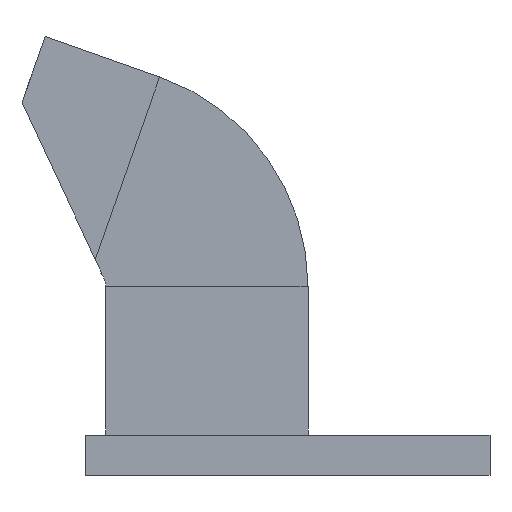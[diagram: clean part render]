
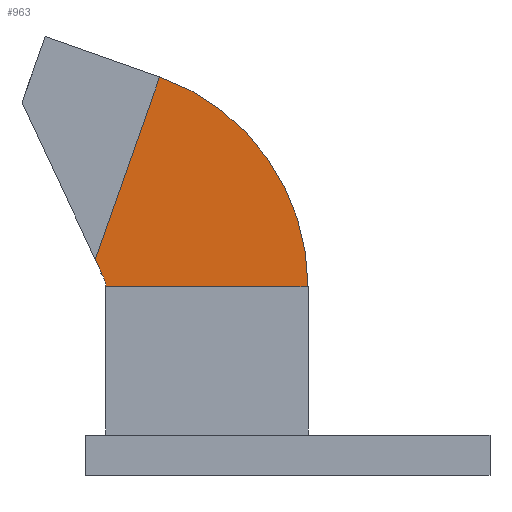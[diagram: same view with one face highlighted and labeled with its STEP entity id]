
A CAD part, front view. The second image highlights one B-rep face of the part: STEP entity #963.
In plain terms, the highlighted planar face has unit normal (0, -1, 0).
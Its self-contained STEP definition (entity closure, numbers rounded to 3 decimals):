
#99 = PLANE('',#100);
#100 = AXIS2_PLACEMENT_3D('',#101,#102,#103);
#101 = CARTESIAN_POINT('',(0.8,8.,10.));
#102 = DIRECTION('',(0.906,0.,0.423));
#103 = DIRECTION('',(-0.423,0.,0.906));
#124 = PLANE('',#125);
#125 = AXIS2_PLACEMENT_3D('',#126,#127,#128);
#126 = CARTESIAN_POINT('',(3.664,8.,19.706));
#127 = DIRECTION('',(0.,-1.,0.));
#128 = DIRECTION('',(-0.333,0.,-0.943));
#278 = VERTEX_POINT('',#279);
#279 = CARTESIAN_POINT('',(3.664,8.,19.706));
#314 = PLANE('',#315);
#315 = AXIS2_PLACEMENT_3D('',#316,#317,#318);
#316 = CARTESIAN_POINT('',(2.,20.,15.));
#317 = DIRECTION('',(0.943,0.,-0.333)
  );
#318 = DIRECTION('',(0.333,0.,0.943));
#383 = EDGE_CURVE('',#278,#384,#386,.T.);
#384 = VERTEX_POINT('',#385);
#385 = CARTESIAN_POINT('',(0.477,8.,10.692));
#386 = SURFACE_CURVE('',#387,(#391,#398),.PCURVE_S1.);
#387 = LINE('',#388,#389);
#388 = CARTESIAN_POINT('',(3.664,8.,19.706));
#389 = VECTOR('',#390,1.);
#390 = DIRECTION('',(-0.333,0.,-0.943));
#391 = PCURVE('',#124,#392);
#392 = DEFINITIONAL_REPRESENTATION('',(#393),#397);
#393 = LINE('',#394,#395);
#394 = CARTESIAN_POINT('',(0.,0.));
#395 = VECTOR('',#396,1.);
#396 = DIRECTION('',(1.,0.));
#397 = ( GEOMETRIC_REPRESENTATION_CONTEXT(2) 
PARAMETRIC_REPRESENTATION_CONTEXT() REPRESENTATION_CONTEXT('2D SPACE',''
  ) );
#398 = PCURVE('',#399,#404);
#399 = PLANE('',#400);
#400 = AXIS2_PLACEMENT_3D('',#401,#402,#403);
#401 = CARTESIAN_POINT('',(4.899,8.,12.807));
#402 = DIRECTION('',(0.,-1.,0.));
#403 = DIRECTION('',(-0.577,0.,0.816));
#404 = DEFINITIONAL_REPRESENTATION('',(#405),#409);
#405 = LINE('',#406,#407);
#406 = CARTESIAN_POINT('',(6.346,-2.974));
#407 = VECTOR('',#408,1.);
#408 = DIRECTION('',(-0.577,0.816));
#409 = ( GEOMETRIC_REPRESENTATION_CONTEXT(2) 
PARAMETRIC_REPRESENTATION_CONTEXT() REPRESENTATION_CONTEXT('2D SPACE',''
  ) );
#437 = EDGE_CURVE('',#438,#384,#440,.T.);
#438 = VERTEX_POINT('',#439);
#439 = CARTESIAN_POINT('',(0.8,8.,10.));
#440 = SURFACE_CURVE('',#441,(#445,#452),.PCURVE_S1.);
#441 = LINE('',#442,#443);
#442 = CARTESIAN_POINT('',(0.8,8.,10.));
#443 = VECTOR('',#444,1.);
#444 = DIRECTION('',(-0.423,0.,0.906));
#445 = PCURVE('',#99,#446);
#446 = DEFINITIONAL_REPRESENTATION('',(#447),#451);
#447 = LINE('',#448,#449);
#448 = CARTESIAN_POINT('',(0.,0.));
#449 = VECTOR('',#450,1.);
#450 = DIRECTION('',(1.,0.));
#451 = ( GEOMETRIC_REPRESENTATION_CONTEXT(2) 
PARAMETRIC_REPRESENTATION_CONTEXT() REPRESENTATION_CONTEXT('2D SPACE',''
  ) );
#452 = PCURVE('',#399,#453);
#453 = DEFINITIONAL_REPRESENTATION('',(#454),#458);
#454 = LINE('',#455,#456);
#455 = CARTESIAN_POINT('',(0.074,4.968));
#456 = VECTOR('',#457,1.);
#457 = DIRECTION('',(0.984,-0.178));
#458 = ( GEOMETRIC_REPRESENTATION_CONTEXT(2) 
PARAMETRIC_REPRESENTATION_CONTEXT() REPRESENTATION_CONTEXT('2D SPACE',''
  ) );
#476 = PLANE('',#477);
#477 = AXIS2_PLACEMENT_3D('',#478,#479,#480);
#478 = CARTESIAN_POINT('',(-6.2,8.,10.));
#479 = DIRECTION('',(0.,0.,-1.));
#480 = DIRECTION('',(1.,0.,0.));
#802 = VERTEX_POINT('',#803);
#803 = CARTESIAN_POINT('',(3.667,8.,19.714));
#817 = CYLINDRICAL_SURFACE('',#818,11.);
#818 = AXIS2_PLACEMENT_3D('',#819,#820,#821);
#819 = CARTESIAN_POINT('',(0.,32.,9.343));
#820 = DIRECTION('',(0.,-1.,0.));
#821 = DIRECTION('',(1.,0.,0.));
#829 = EDGE_CURVE('',#802,#278,#830,.T.);
#830 = SURFACE_CURVE('',#831,(#835,#842),.PCURVE_S1.);
#831 = LINE('',#832,#833);
#832 = CARTESIAN_POINT('',(3.667,8.,19.714));
#833 = VECTOR('',#834,1.);
#834 = DIRECTION('',(-0.333,0.,-0.943
    ));
#835 = PCURVE('',#314,#836);
#836 = DEFINITIONAL_REPRESENTATION('',(#837),#841);
#837 = LINE('',#838,#839);
#838 = CARTESIAN_POINT('',(5.,12.));
#839 = VECTOR('',#840,1.);
#840 = DIRECTION('',(-1.,0.));
#841 = ( GEOMETRIC_REPRESENTATION_CONTEXT(2) 
PARAMETRIC_REPRESENTATION_CONTEXT() REPRESENTATION_CONTEXT('2D SPACE',''
  ) );
#842 = PCURVE('',#399,#843);
#843 = DEFINITIONAL_REPRESENTATION('',(#844),#848);
#844 = LINE('',#845,#846);
#845 = CARTESIAN_POINT('',(6.351,-2.981));
#846 = VECTOR('',#847,1.);
#847 = DIRECTION('',(-0.577,0.816));
#848 = ( GEOMETRIC_REPRESENTATION_CONTEXT(2) 
PARAMETRIC_REPRESENTATION_CONTEXT() REPRESENTATION_CONTEXT('2D SPACE',''
  ) );
#904 = CYLINDRICAL_SURFACE('',#905,1.);
#905 = AXIS2_PLACEMENT_3D('',#906,#907,#908);
#906 = CARTESIAN_POINT('',(0.,8.,9.343));
#907 = DIRECTION('',(0.,-1.,0.));
#908 = DIRECTION('',(1.,0.,0.));
#963 = ADVANCED_FACE('',(#964),#399,.T.);
#964 = FACE_BOUND('',#965,.T.);
#965 = EDGE_LOOP('',(#966,#996,#1018,#1019,#1020,#1021,#1044));
#966 = ORIENTED_EDGE('',*,*,#967,.F.);
#967 = EDGE_CURVE('',#968,#970,#972,.T.);
#968 = VERTEX_POINT('',#969);
#969 = CARTESIAN_POINT('',(11.,8.,9.343));
#970 = VERTEX_POINT('',#971);
#971 = CARTESIAN_POINT('',(1.,8.,9.343));
#972 = SURFACE_CURVE('',#973,(#977,#984),.PCURVE_S1.);
#973 = LINE('',#974,#975);
#974 = CARTESIAN_POINT('',(11.,8.,9.343));
#975 = VECTOR('',#976,1.);
#976 = DIRECTION('',(-1.,0.,0.));
#977 = PCURVE('',#399,#978);
#978 = DEFINITIONAL_REPRESENTATION('',(#979),#983);
#979 = LINE('',#980,#981);
#980 = CARTESIAN_POINT('',(-6.351,-2.981));
#981 = VECTOR('',#982,1.);
#982 = DIRECTION('',(0.577,0.816));
#983 = ( GEOMETRIC_REPRESENTATION_CONTEXT(2) 
PARAMETRIC_REPRESENTATION_CONTEXT() REPRESENTATION_CONTEXT('2D SPACE',''
  ) );
#984 = PCURVE('',#985,#990);
#985 = PLANE('',#986);
#986 = AXIS2_PLACEMENT_3D('',#987,#988,#989);
#987 = CARTESIAN_POINT('',(11.,8.,9.343));
#988 = DIRECTION('',(0.,1.,0.));
#989 = DIRECTION('',(-1.,0.,0.));
#990 = DEFINITIONAL_REPRESENTATION('',(#991),#995);
#991 = LINE('',#992,#993);
#992 = CARTESIAN_POINT('',(0.,0.));
#993 = VECTOR('',#994,1.);
#994 = DIRECTION('',(1.,0.));
#995 = ( GEOMETRIC_REPRESENTATION_CONTEXT(2) 
PARAMETRIC_REPRESENTATION_CONTEXT() REPRESENTATION_CONTEXT('2D SPACE',''
  ) );
#996 = ORIENTED_EDGE('',*,*,#997,.T.);
#997 = EDGE_CURVE('',#968,#802,#998,.T.);
#998 = SURFACE_CURVE('',#999,(#1004,#1011),.PCURVE_S1.);
#999 = CIRCLE('',#1000,11.);
#1000 = AXIS2_PLACEMENT_3D('',#1001,#1002,#1003);
#1001 = CARTESIAN_POINT('',(0.,8.,9.343));
#1002 = DIRECTION('',(0.,-1.,0.));
#1003 = DIRECTION('',(1.,0.,0.));
#1004 = PCURVE('',#399,#1005);
#1005 = DEFINITIONAL_REPRESENTATION('',(#1006),#1010);
#1006 = CIRCLE('',#1007,11.);
#1007 = AXIS2_PLACEMENT_2D('',#1008,#1009);
#1008 = CARTESIAN_POINT('',(0.,6.));
#1009 = DIRECTION('',(-0.577,-0.816));
#1010 = ( GEOMETRIC_REPRESENTATION_CONTEXT(2) 
PARAMETRIC_REPRESENTATION_CONTEXT() REPRESENTATION_CONTEXT('2D SPACE',''
  ) );
#1011 = PCURVE('',#817,#1012);
#1012 = DEFINITIONAL_REPRESENTATION('',(#1013),#1017);
#1013 = LINE('',#1014,#1015);
#1014 = CARTESIAN_POINT('',(0.,24.));
#1015 = VECTOR('',#1016,1.);
#1016 = DIRECTION('',(1.,0.));
#1017 = ( GEOMETRIC_REPRESENTATION_CONTEXT(2) 
PARAMETRIC_REPRESENTATION_CONTEXT() REPRESENTATION_CONTEXT('2D SPACE',''
  ) );
#1018 = ORIENTED_EDGE('',*,*,#829,.T.);
#1019 = ORIENTED_EDGE('',*,*,#383,.T.);
#1020 = ORIENTED_EDGE('',*,*,#437,.F.);
#1021 = ORIENTED_EDGE('',*,*,#1022,.F.);
#1022 = EDGE_CURVE('',#1023,#438,#1025,.T.);
#1023 = VERTEX_POINT('',#1024);
#1024 = CARTESIAN_POINT('',(0.754,8.,10.));
#1025 = SURFACE_CURVE('',#1026,(#1030,#1037),.PCURVE_S1.);
#1026 = LINE('',#1027,#1028);
#1027 = CARTESIAN_POINT('',(-6.2,8.,10.));
#1028 = VECTOR('',#1029,1.);
#1029 = DIRECTION('',(1.,0.,0.));
#1030 = PCURVE('',#399,#1031);
#1031 = DEFINITIONAL_REPRESENTATION('',(#1032),#1036);
#1032 = LINE('',#1033,#1034);
#1033 = CARTESIAN_POINT('',(4.116,10.683));
#1034 = VECTOR('',#1035,1.);
#1035 = DIRECTION('',(-0.577,-0.816));
#1036 = ( GEOMETRIC_REPRESENTATION_CONTEXT(2) 
PARAMETRIC_REPRESENTATION_CONTEXT() REPRESENTATION_CONTEXT('2D SPACE',''
  ) );
#1037 = PCURVE('',#476,#1038);
#1038 = DEFINITIONAL_REPRESENTATION('',(#1039),#1043);
#1039 = LINE('',#1040,#1041);
#1040 = CARTESIAN_POINT('',(0.,0.));
#1041 = VECTOR('',#1042,1.);
#1042 = DIRECTION('',(1.,0.));
#1043 = ( GEOMETRIC_REPRESENTATION_CONTEXT(2) 
PARAMETRIC_REPRESENTATION_CONTEXT() REPRESENTATION_CONTEXT('2D SPACE',''
  ) );
#1044 = ORIENTED_EDGE('',*,*,#1045,.F.);
#1045 = EDGE_CURVE('',#970,#1023,#1046,.T.);
#1046 = SURFACE_CURVE('',#1047,(#1052,#1059),.PCURVE_S1.);
#1047 = CIRCLE('',#1048,1.);
#1048 = AXIS2_PLACEMENT_3D('',#1049,#1050,#1051);
#1049 = CARTESIAN_POINT('',(0.,8.,9.343));
#1050 = DIRECTION('',(0.,-1.,0.));
#1051 = DIRECTION('',(1.,0.,0.));
#1052 = PCURVE('',#399,#1053);
#1053 = DEFINITIONAL_REPRESENTATION('',(#1054),#1058);
#1054 = CIRCLE('',#1055,1.);
#1055 = AXIS2_PLACEMENT_2D('',#1056,#1057);
#1056 = CARTESIAN_POINT('',(0.,6.));
#1057 = DIRECTION('',(-0.577,-0.816));
#1058 = ( GEOMETRIC_REPRESENTATION_CONTEXT(2) 
PARAMETRIC_REPRESENTATION_CONTEXT() REPRESENTATION_CONTEXT('2D SPACE',''
  ) );
#1059 = PCURVE('',#904,#1060);
#1060 = DEFINITIONAL_REPRESENTATION('',(#1061),#1064);
#1061 = B_SPLINE_CURVE_WITH_KNOTS('',1,(#1062,#1063),.UNSPECIFIED.,.F.,
  .F.,(2,2),(0.,1.231),
  .PIECEWISE_BEZIER_KNOTS.);
#1062 = CARTESIAN_POINT('',(0.,0.));
#1063 = CARTESIAN_POINT('',(1.231,0.));
#1064 = ( GEOMETRIC_REPRESENTATION_CONTEXT(2) 
PARAMETRIC_REPRESENTATION_CONTEXT() REPRESENTATION_CONTEXT('2D SPACE',''
  ) );
